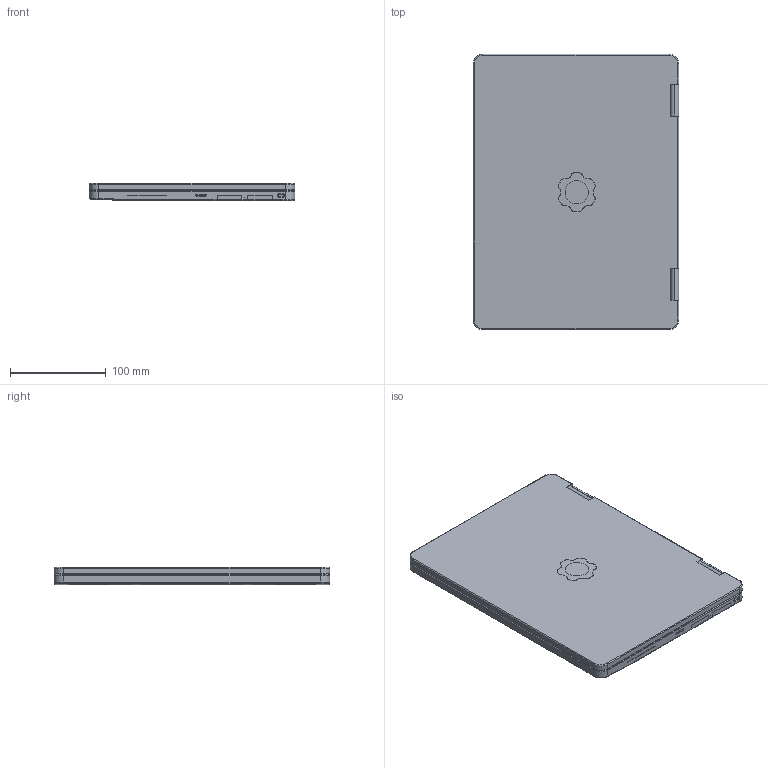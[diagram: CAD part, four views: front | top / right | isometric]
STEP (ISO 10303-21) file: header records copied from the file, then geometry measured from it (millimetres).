
FILE_DESCRIPTION(/* description */ (''),/* implementation_level */ '2;1');
FILE_NAME(/* name */ 'Framework Full.step',/* time_stamp */ '2025-12-08T00:51:45Z',/* author */ (''),/* organization */ (''),/* preprocessor_version */ 'ST-DEVELOPER v20.1',/* originating_system */ 'Autodesk Translation Framework v14.21.0.0',/* authorisation */ '');
FILE_SCHEMA (('AUTOMOTIVE_DESIGN { 1 0 10303 214 3 1 1 }','MODEL_BASED_INTEGRATED_MANUFACTURING_SCHEMA'));
Length unit declared in the file: millimetre
Products named in the file (1): 2025-12-04-00-07-20-904
Bounding box: 213.88 x 287.1 x 18.45 mm (x, y, z)
Volume: 1096460.8 mm3; surface area: 469574.9 mm2
Topology: 91 solids, 91 shells, 1534 faces, 3867 edges, 2552 vertices
Faces by surface type: plane 898, cylinder 588, torus 27, bspline 19, sphere 2
Full cylindrical faces by diameter (mm): 0.2 x1, 0.481 x1, 3.5 x1, 24.413 x2
Entity records: 46635 total; most frequent: CARTESIAN_POINT 8379, DIRECTION 8062, ORIENTED_EDGE 7734, EDGE_CURVE 3867, AXIS2_PLACEMENT_3D 2707, LINE 2648, VECTOR 2648, VERTEX_POINT 2552
